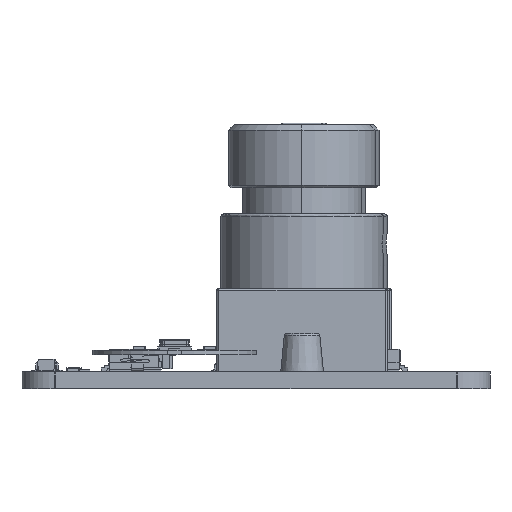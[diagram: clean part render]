
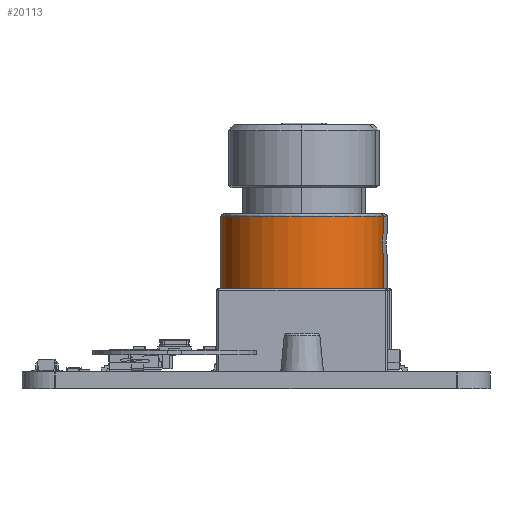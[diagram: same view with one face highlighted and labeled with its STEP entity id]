
A CAD part, left-side view. The second image highlights one B-rep face of the part: STEP entity #20113.
In plain terms, the highlighted cylindrical face has radius 7.6 mm (diameter 15.2 mm), a partial arc.
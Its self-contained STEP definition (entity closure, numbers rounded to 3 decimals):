
#19587 = VERTEX_POINT('',#19588);
#19588 = CARTESIAN_POINT('',(0.,14.6,-7.6));
#19595 = EDGE_CURVE('',#19596,#19587,#19598,.T.);
#19596 = VERTEX_POINT('',#19597);
#19597 = CARTESIAN_POINT('',(0.,14.6,7.6));
#19598 = CIRCLE('',#19599,7.6);
#19599 = AXIS2_PLACEMENT_3D('',#19600,#19601,#19602);
#19600 = CARTESIAN_POINT('',(0.,14.6,0.));
#19601 = DIRECTION('',(0.,-1.,0.));
#19602 = DIRECTION('',(0.,0.,-1.));
#19789 = EDGE_CURVE('',#19596,#19790,#19792,.T.);
#19790 = VERTEX_POINT('',#19791);
#19791 = CARTESIAN_POINT('',(0.,13.,7.6));
#19792 = LINE('',#19793,#19794);
#19793 = CARTESIAN_POINT('',(0.,14.8,7.6));
#19794 = VECTOR('',#19795,1.);
#19795 = DIRECTION('',(0.,-1.,0.));
#19811 = VERTEX_POINT('',#19812);
#19812 = CARTESIAN_POINT('',(0.,11.,7.6));
#19823 = EDGE_CURVE('',#19811,#19824,#19826,.T.);
#19824 = VERTEX_POINT('',#19825);
#19825 = CARTESIAN_POINT('',(0.,7.8,7.6));
#19826 = LINE('',#19827,#19828);
#19827 = CARTESIAN_POINT('',(0.,14.8,7.6));
#19828 = VECTOR('',#19829,1.);
#19829 = DIRECTION('',(0.,-1.,0.));
#19832 = VERTEX_POINT('',#19833);
#19833 = CARTESIAN_POINT('',(0.,7.8,-7.6));
#19840 = EDGE_CURVE('',#19587,#19832,#19841,.T.);
#19841 = LINE('',#19842,#19843);
#19842 = CARTESIAN_POINT('',(0.,14.8,-7.6));
#19843 = VECTOR('',#19844,1.);
#19844 = DIRECTION('',(0.,-1.,0.));
#19878 = EDGE_CURVE('',#19811,#19879,#19881,.T.);
#19879 = VERTEX_POINT('',#19880);
#19880 = CARTESIAN_POINT('',(-1.,12.,7.534));
#19881 = B_SPLINE_CURVE_WITH_KNOTS('',3,(#19882,#19883,#19884,#19885,
    #19886,#19887,#19888,#19889),.UNSPECIFIED.,.F.,.F.,(4,2,2,4),(
    0.003,0.004,0.004,
    0.005),.UNSPECIFIED.);
#19882 = CARTESIAN_POINT('',(0.,11.,7.6));
#19883 = CARTESIAN_POINT('',(-0.132,11.,7.6));
#19884 = CARTESIAN_POINT('',(-0.262,11.026,
    7.596));
#19885 = CARTESIAN_POINT('',(-0.504,11.126,
    7.584));
#19886 = CARTESIAN_POINT('',(-0.615,11.201,
    7.576));
#19887 = CARTESIAN_POINT('',(-0.891,11.477,
    7.55));
#19888 = CARTESIAN_POINT('',(-1.,11.736,7.534));
#19889 = CARTESIAN_POINT('',(-1.,12.,7.534));
#20113 = ADVANCED_FACE('',(#20114),#20139,.T.);
#20114 = FACE_BOUND('',#20115,.T.);
#20115 = EDGE_LOOP('',(#20116,#20117,#20118,#20119,#20126,#20127,#20128)
  );
#20116 = ORIENTED_EDGE('',*,*,#19789,.F.);
#20117 = ORIENTED_EDGE('',*,*,#19595,.T.);
#20118 = ORIENTED_EDGE('',*,*,#19840,.T.);
#20119 = ORIENTED_EDGE('',*,*,#20120,.T.);
#20120 = EDGE_CURVE('',#19832,#19824,#20121,.T.);
#20121 = CIRCLE('',#20122,7.6);
#20122 = AXIS2_PLACEMENT_3D('',#20123,#20124,#20125);
#20123 = CARTESIAN_POINT('',(0.,7.8,0.));
#20124 = DIRECTION('',(0.,1.,0.));
#20125 = DIRECTION('',(0.,0.,-1.));
#20126 = ORIENTED_EDGE('',*,*,#19823,.F.);
#20127 = ORIENTED_EDGE('',*,*,#19878,.T.);
#20128 = ORIENTED_EDGE('',*,*,#20129,.T.);
#20129 = EDGE_CURVE('',#19879,#19790,#20130,.T.);
#20130 = B_SPLINE_CURVE_WITH_KNOTS('',3,(#20131,#20132,#20133,#20134,
    #20135,#20136,#20137,#20138),.UNSPECIFIED.,.F.,.F.,(4,2,2,4),(
    0.005,0.005,0.005,
    0.006),.UNSPECIFIED.);
#20131 = CARTESIAN_POINT('',(-1.,12.,7.534));
#20132 = CARTESIAN_POINT('',(-1.,12.132,7.534));
#20133 = CARTESIAN_POINT('',(-0.974,12.262,
    7.538));
#20134 = CARTESIAN_POINT('',(-0.874,12.504,
    7.55));
#20135 = CARTESIAN_POINT('',(-0.799,12.615,
    7.558));
#20136 = CARTESIAN_POINT('',(-0.523,12.891,
    7.584));
#20137 = CARTESIAN_POINT('',(-0.264,13.,7.6));
#20138 = CARTESIAN_POINT('',(0.,13.,7.6));
#20139 = CYLINDRICAL_SURFACE('',#20140,7.6);
#20140 = AXIS2_PLACEMENT_3D('',#20141,#20142,#20143);
#20141 = CARTESIAN_POINT('',(0.,14.8,0.));
#20142 = DIRECTION('',(0.,-1.,0.));
#20143 = DIRECTION('',(0.,0.,-1.));
